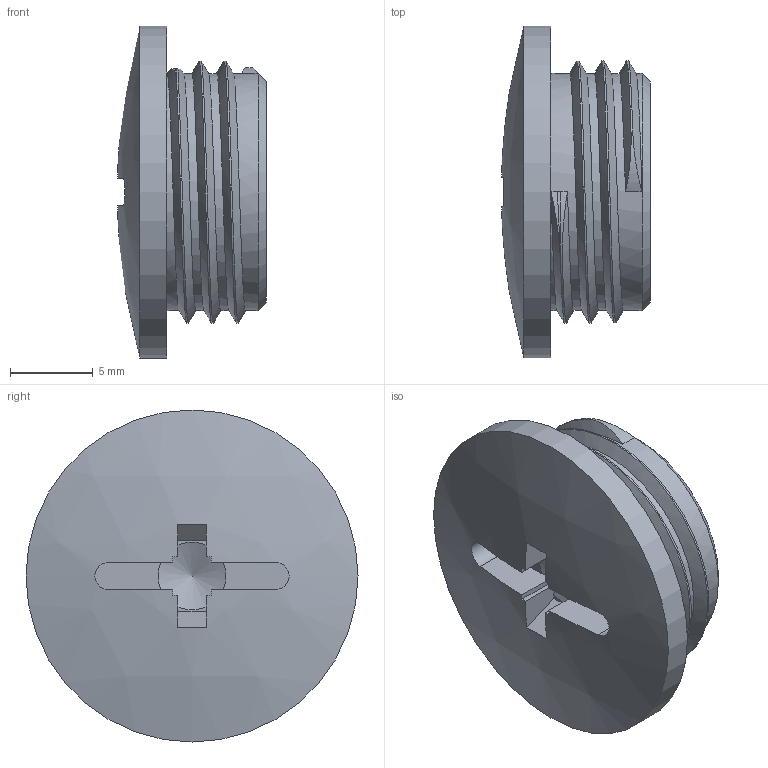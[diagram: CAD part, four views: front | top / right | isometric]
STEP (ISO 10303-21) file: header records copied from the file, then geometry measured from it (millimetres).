
FILE_DESCRIPTION(/* description */ ('Verschlussschraube rund mit Schlitz M'),/* implementation_level */ '2;1');
FILE_NAME(/* name */ '11007516-RST.stp',/* time_stamp */ '2020-04-22T15:22:04+02:00',/* author */ ('sl'),/* organization */ (''),/* preprocessor_version */ 'ST-DEVELOPER v16.5',/* originating_system */ 'Autodesk Inventor 2017',/* authorisation */ '');
FILE_SCHEMA (('AUTOMOTIVE_DESIGN { 1 0 10303 214 3 1 1 }'));
Length unit declared in the file: millimetre
Products named in the file (1): Verschlussschraube-05-BT-0001-11007516
Bounding box: 8.97 x 20.03 x 20.03 mm (x, y, z)
Volume: 1169.9 mm3; surface area: 1479.8 mm2
Topology: 1 solids, 1 shells, 55 faces, 143 edges, 92 vertices
Faces by surface type: plane 37, cylinder 8, cone 5, bspline 4, sphere 1
Full cylindrical faces by diameter (mm): 10.95 x1, 20.03 x1
Entity records: 2296 total; most frequent: CARTESIAN_POINT 1019, ORIENTED_EDGE 268, DIRECTION 249, EDGE_CURVE 134, AXIS2_PLACEMENT_3D 93, VERTEX_POINT 88, LINE 63, VECTOR 63
